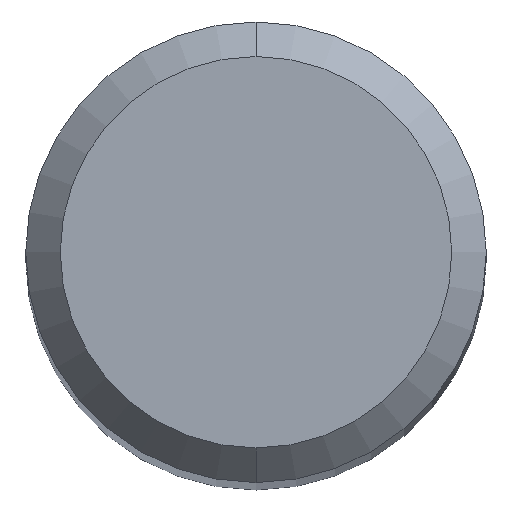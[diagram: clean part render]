
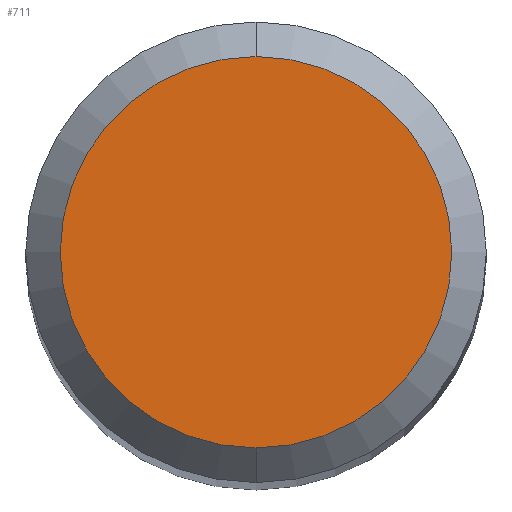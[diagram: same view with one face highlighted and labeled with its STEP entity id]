
A CAD part, top view. The second image highlights one B-rep face of the part: STEP entity #711.
In plain terms, the highlighted planar face has unit normal (0, 0, 1).
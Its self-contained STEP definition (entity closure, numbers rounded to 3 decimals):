
#317=EDGE_CURVE('',#701,#545,#873,.T.);
#455=EDGE_CURVE('',#545,#701,#1023,.T.);
#545=VERTEX_POINT('',#1123);
#701=VERTEX_POINT('',#1297);
#711=ADVANCED_FACE('',(#1307),#1308,.T.);
#873=CIRCLE('',#1489,1.7);
#1023=CIRCLE('',#1865,1.7);
#1123=CARTESIAN_POINT('',(0.,-1.7,0.0));
#1297=CARTESIAN_POINT('',(0.0,1.7,0.0));
#1307=FACE_OUTER_BOUND('',#2326,.T.);
#1308=PLANE('',#2327);
#1489=AXIS2_PLACEMENT_3D('',#2611,#2612,#2613);
#1865=AXIS2_PLACEMENT_3D('',#2750,#2751,#2752);
#2326=EDGE_LOOP('',(#3170,#3171));
#2327=AXIS2_PLACEMENT_3D('',#3172,#3173,#3174);
#2611=CARTESIAN_POINT('',(0.0,0.0,0.0));
#2612=DIRECTION('',(0.0,0.0,-1.0));
#2613=DIRECTION('',(0.0,1.0,0.0));
#2750=CARTESIAN_POINT('',(0.0,0.0,0.0));
#2751=DIRECTION('',(0.0,0.0,-1.0));
#2752=DIRECTION('',(0.0,1.0,0.0));
#3170=ORIENTED_EDGE('',*,*,#317,.F.);
#3171=ORIENTED_EDGE('',*,*,#455,.F.);
#3172=CARTESIAN_POINT('',(0.0,0.85,0.0));
#3173=DIRECTION('',(-0.0,0.0,1.0));
#3174=DIRECTION('',(0.0,-1.0,0.0));
